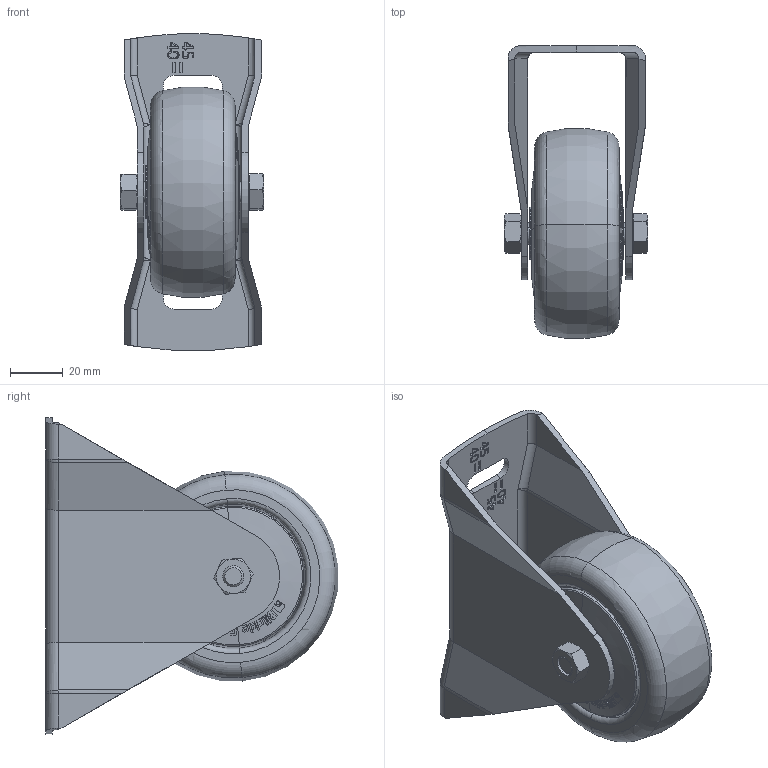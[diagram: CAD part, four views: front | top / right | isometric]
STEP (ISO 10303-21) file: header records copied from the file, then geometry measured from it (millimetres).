
FILE_DESCRIPTION (( 'STEP AP214' ), '1' );
FILE_NAME ('Accessories for aluminium profiles098F080U4045N.step', '2016-10-19T17:31:53', ( '' ), ( '' ), 'SwSTEP 2.0', 'SolidWorks 2016', '' );
FILE_SCHEMA (( 'AUTOMOTIVE_DESIGN' ));
Length unit declared in the file: millimetre
Products named in the file (5): 4DIN931M08048MS01; Accessories for aluminium profiles098F080U4045N; PATH_80_8K-FK-744865_214_selction no pls; 098F4045R u.Tab_098F0804045; 4DIN934M08M
Assembly tree (4 placements, depth 2):
  Accessories for aluminium profiles098F080U4045N
    4DIN931M08048MS01
    4DIN934M08M
    098F4045R u.Tab_098F0804045
    PATH_80_8K-FK-744865_214_selction no pls
Bounding box: 54.2 x 110.69 x 119.82 mm (x, y, z)
Volume: 167933.3 mm3; surface area: 73916 mm2
Topology: 4 solids, 14 shells, 1617 faces, 4535 edges, 2983 vertices
Faces by surface type: plane 757, bspline 567, cone 157, cylinder 83, torus 49, sphere 4
Entity records: 109490 total; most frequent: CARTESIAN_POINT 58589, ORIENTED_EDGE 9054, DIRECTION 4901, EDGE_CURVE 4527, VERTEX_POINT 2983, B_SPLINE_CURVE_WITH_KNOTS 2130, LINE 1949, VECTOR 1949
